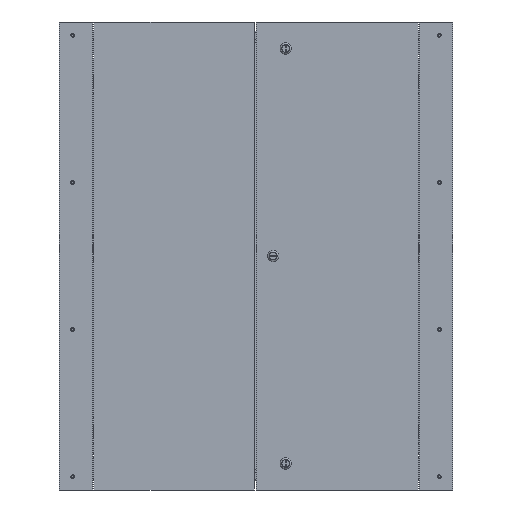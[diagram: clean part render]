
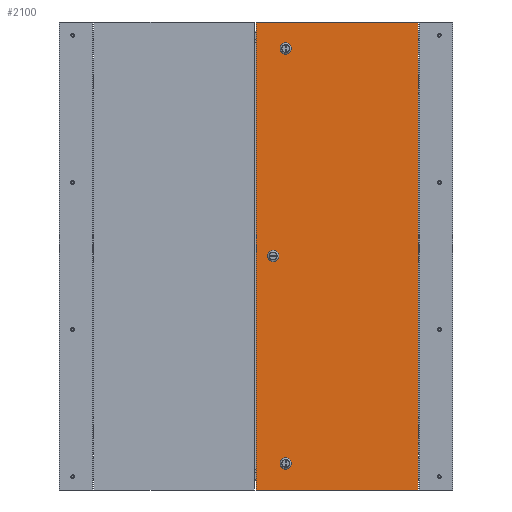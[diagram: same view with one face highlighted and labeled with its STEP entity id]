
A CAD part, front view. The second image highlights one B-rep face of the part: STEP entity #2100.
In plain terms, the highlighted planar face has unit normal (0, -1, 0).
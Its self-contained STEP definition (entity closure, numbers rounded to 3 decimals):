
#2100 = ADVANCED_FACE( '', ( #4103, #4104, #4105, #4106 ), #4107, .T. );
#4103 = FACE_BOUND( '', #30166, .T. );
#4104 = FACE_BOUND( '', #30167, .T. );
#4105 = FACE_BOUND( '', #30168, .T. );
#4106 = FACE_OUTER_BOUND( '', #30169, .T. );
#4107 = PLANE( '', #30170 );
#30166 = EDGE_LOOP( '', ( #38025, #38026, #38027, #38028 ) );
#30167 = EDGE_LOOP( '', ( #38029, #38030, #38031, #38032 ) );
#30168 = EDGE_LOOP( '', ( #38033, #38034, #38035, #38036 ) );
#30169 = EDGE_LOOP( '', ( #38037, #38038, #38039, #38040 ) );
#30170 = AXIS2_PLACEMENT_3D( '', #38041, #38042, #38043 );
#38025 = ORIENTED_EDGE( '', *, *, #40747, .F. );
#38026 = ORIENTED_EDGE( '', *, *, #40775, .F. );
#38027 = ORIENTED_EDGE( '', *, *, #40108, .F. );
#38028 = ORIENTED_EDGE( '', *, *, #40779, .F. );
#38029 = ORIENTED_EDGE( '', *, *, #39139, .F. );
#38030 = ORIENTED_EDGE( '', *, *, #39820, .F. );
#38031 = ORIENTED_EDGE( '', *, *, #39759, .F. );
#38032 = ORIENTED_EDGE( '', *, *, #40780, .F. );
#38033 = ORIENTED_EDGE( '', *, *, #40781, .F. );
#38034 = ORIENTED_EDGE( '', *, *, #40782, .F. );
#38035 = ORIENTED_EDGE( '', *, *, #40283, .F. );
#38036 = ORIENTED_EDGE( '', *, *, #39802, .F. );
#38037 = ORIENTED_EDGE( '', *, *, #39607, .T. );
#38038 = ORIENTED_EDGE( '', *, *, #39411, .T. );
#38039 = ORIENTED_EDGE( '', *, *, #40783, .T. );
#38040 = ORIENTED_EDGE( '', *, *, #39143, .T. );
#38041 = CARTESIAN_POINT( '', ( 0., 0., 0. ) );
#38042 = DIRECTION( '', ( 0., -1., 0. ) );
#38043 = DIRECTION( '', ( 0., 0., -1. ) );
#39139 = EDGE_CURVE( '', #41346, #41348, #41349, .T. );
#39143 = EDGE_CURVE( '', #41354, #41355, #41356, .T. );
#39411 = EDGE_CURVE( '', #41813, #41814, #41815, .T. );
#39607 = EDGE_CURVE( '', #41355, #41813, #42138, .T. );
#39759 = EDGE_CURVE( '', #42373, #42375, #42376, .T. );
#39802 = EDGE_CURVE( '', #42437, #42439, #42440, .T. );
#39820 = EDGE_CURVE( '', #42375, #41346, #42465, .T. );
#40108 = EDGE_CURVE( '', #42878, #42880, #42881, .T. );
#40283 = EDGE_CURVE( '', #42439, #43118, #43119, .T. );
#40747 = EDGE_CURVE( '', #43684, #43686, #43687, .T. );
#40775 = EDGE_CURVE( '', #42880, #43684, #43719, .T. );
#40779 = EDGE_CURVE( '', #43686, #42878, #43723, .T. );
#40780 = EDGE_CURVE( '', #41348, #42373, #43724, .T. );
#40781 = EDGE_CURVE( '', #43725, #42437, #43726, .T. );
#40782 = EDGE_CURVE( '', #43118, #43725, #43727, .T. );
#40783 = EDGE_CURVE( '', #41814, #41354, #43728, .T. );
#41346 = VERTEX_POINT( '', #44803 );
#41348 = VERTEX_POINT( '', #44806 );
#41349 = CIRCLE( '', #44807, 9.716 );
#41354 = VERTEX_POINT( '', #44813 );
#41355 = VERTEX_POINT( '', #44814 );
#41356 = LINE( '', #44815, #44816 );
#41813 = VERTEX_POINT( '', #45806 );
#41814 = VERTEX_POINT( '', #45807 );
#41815 = LINE( '', #45808, #45809 );
#42138 = LINE( '', #46502, #46503 );
#42373 = VERTEX_POINT( '', #47035 );
#42375 = VERTEX_POINT( '', #47038 );
#42376 = CIRCLE( '', #47039, 9.716 );
#42437 = VERTEX_POINT( '', #47192 );
#42439 = VERTEX_POINT( '', #47195 );
#42440 = LINE( '', #47196, #47197 );
#42465 = LINE( '', #47268, #47269 );
#42878 = VERTEX_POINT( '', #48153 );
#42880 = VERTEX_POINT( '', #48156 );
#42881 = LINE( '', #48157, #48158 );
#43118 = VERTEX_POINT( '', #48664 );
#43119 = CIRCLE( '', #48665, 9.716 );
#43684 = VERTEX_POINT( '', #50112 );
#43686 = VERTEX_POINT( '', #50115 );
#43687 = LINE( '', #50116, #50117 );
#43719 = CIRCLE( '', #50173, 9.716 );
#43723 = CIRCLE( '', #50178, 9.716 );
#43724 = LINE( '', #50179, #50180 );
#43725 = VERTEX_POINT( '', #50181 );
#43726 = CIRCLE( '', #50182, 9.716 );
#43727 = LINE( '', #50183, #50184 );
#43728 = LINE( '', #50185, #50186 );
#44803 = CARTESIAN_POINT( '', ( 99.453, 0., -414.147 ) );
#44806 = CARTESIAN_POINT( '', ( 99.453, 0., -430.403 ) );
#44807 = AXIS2_PLACEMENT_3D( '', #50607, #50608, #50609 );
#44813 = CARTESIAN_POINT( '', ( 165.1, 0., 476.25 ) );
#44814 = CARTESIAN_POINT( '', ( -165.1, 0., 476.25 ) );
#44815 = CARTESIAN_POINT( '', ( 165.1, 0., 476.25 ) );
#44816 = VECTOR( '', #50614, 1000. );
#45806 = CARTESIAN_POINT( '', ( -165.1, 0., -476.25 ) );
#45807 = CARTESIAN_POINT( '', ( 165.1, 0., -476.25 ) );
#45808 = CARTESIAN_POINT( '', ( -165.1, 0., -476.25 ) );
#45809 = VECTOR( '', #50921, 1000. );
#46502 = CARTESIAN_POINT( '', ( -165.1, 0., 476.25 ) );
#46503 = VECTOR( '', #51131, 1000. );
#47035 = CARTESIAN_POINT( '', ( 110.097, 0., -430.403 ) );
#47038 = CARTESIAN_POINT( '', ( 110.097, 0., -414.147 ) );
#47039 = AXIS2_PLACEMENT_3D( '', #51276, #51277, #51278 );
#47192 = CARTESIAN_POINT( '', ( 122.047, 0., 5.322 ) );
#47195 = CARTESIAN_POINT( '', ( 122.047, 0., -5.322 ) );
#47196 = CARTESIAN_POINT( '', ( 122.047, 0., 5.322 ) );
#47197 = VECTOR( '', #51318, 1000. );
#47268 = CARTESIAN_POINT( '', ( 99.453, 0., -414.147 ) );
#47269 = VECTOR( '', #51328, 1000. );
#48153 = CARTESIAN_POINT( '', ( 99.453, 0., 414.147 ) );
#48156 = CARTESIAN_POINT( '', ( 110.097, 0., 414.147 ) );
#48157 = CARTESIAN_POINT( '', ( 99.453, 0., 414.147 ) );
#48158 = VECTOR( '', #51649, 1000. );
#48664 = CARTESIAN_POINT( '', ( 138.303, 0., -5.322 ) );
#48665 = AXIS2_PLACEMENT_3D( '', #51813, #51814, #51815 );
#50112 = CARTESIAN_POINT( '', ( 110.097, 0., 430.403 ) );
#50115 = CARTESIAN_POINT( '', ( 99.453, 0., 430.403 ) );
#50116 = CARTESIAN_POINT( '', ( 110.097, 0., 430.403 ) );
#50117 = VECTOR( '', #52148, 1000. );
#50173 = AXIS2_PLACEMENT_3D( '', #52161, #52162, #52163 );
#50178 = AXIS2_PLACEMENT_3D( '', #52165, #52166, #52167 );
#50179 = CARTESIAN_POINT( '', ( 99.453, 0., -430.403 ) );
#50180 = VECTOR( '', #52168, 1000. );
#50181 = CARTESIAN_POINT( '', ( 138.303, 0., 5.322 ) );
#50182 = AXIS2_PLACEMENT_3D( '', #52169, #52170, #52171 );
#50183 = CARTESIAN_POINT( '', ( 138.303, 0., 5.322 ) );
#50184 = VECTOR( '', #52172, 1000. );
#50185 = CARTESIAN_POINT( '', ( 165.1, 0., -476.25 ) );
#50186 = VECTOR( '', #52173, 1000. );
#50607 = CARTESIAN_POINT( '', ( 104.775, 0., -422.275 ) );
#50608 = DIRECTION( '', ( 0., -1., 0. ) );
#50609 = DIRECTION( '', ( 0., 0., 1. ) );
#50614 = DIRECTION( '', ( -1., 0., 0. ) );
#50921 = DIRECTION( '', ( 1., 0., 0. ) );
#51131 = DIRECTION( '', ( 0., 0., -1. ) );
#51276 = CARTESIAN_POINT( '', ( 104.775, 0., -422.275 ) );
#51277 = DIRECTION( '', ( 0., -1., 0. ) );
#51278 = DIRECTION( '', ( 0., 0., 1. ) );
#51318 = DIRECTION( '', ( 0., 0., -1. ) );
#51328 = DIRECTION( '', ( -1., 0., 0. ) );
#51649 = DIRECTION( '', ( 1., 0., 0. ) );
#51813 = CARTESIAN_POINT( '', ( 130.175, 0., 0. ) );
#51814 = DIRECTION( '', ( 0., -1., 0. ) );
#51815 = DIRECTION( '', ( 1., 0., 0. ) );
#52148 = DIRECTION( '', ( -1., 0., 0. ) );
#52161 = CARTESIAN_POINT( '', ( 104.775, 0., 422.275 ) );
#52162 = DIRECTION( '', ( 0., -1., 0. ) );
#52163 = DIRECTION( '', ( 0., 0., -1. ) );
#52165 = CARTESIAN_POINT( '', ( 104.775, 0., 422.275 ) );
#52166 = DIRECTION( '', ( 0., -1., 0. ) );
#52167 = DIRECTION( '', ( 0., 0., -1. ) );
#52168 = DIRECTION( '', ( 1., 0., 0. ) );
#52169 = CARTESIAN_POINT( '', ( 130.175, 0., 0. ) );
#52170 = DIRECTION( '', ( 0., -1., 0. ) );
#52171 = DIRECTION( '', ( 1., 0., 0. ) );
#52172 = DIRECTION( '', ( 0., 0., 1. ) );
#52173 = DIRECTION( '', ( 0., 0., 1. ) );
